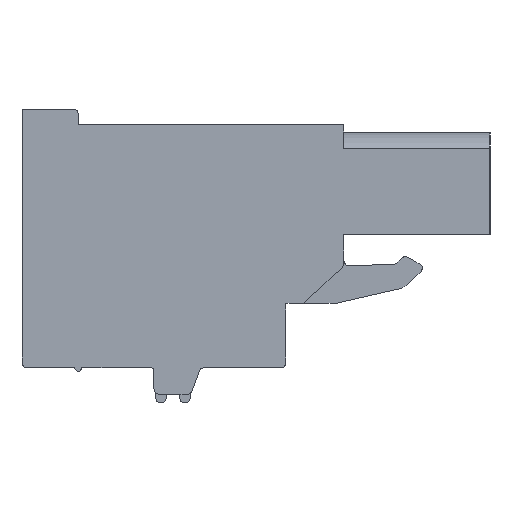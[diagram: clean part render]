
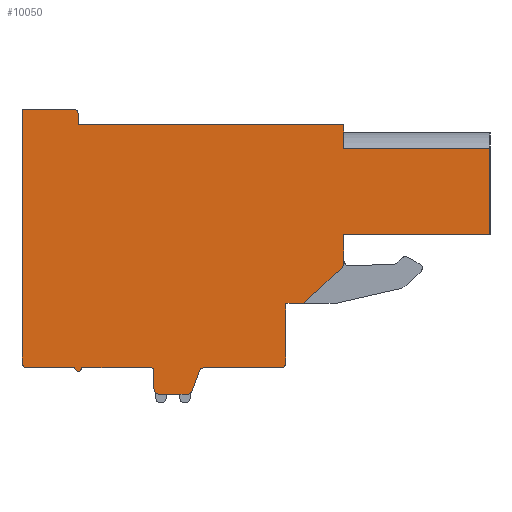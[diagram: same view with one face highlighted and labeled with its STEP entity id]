
A CAD part, left-side view. The second image highlights one B-rep face of the part: STEP entity #10050.
In plain terms, the highlighted planar face has unit normal (-1, 0, 0).
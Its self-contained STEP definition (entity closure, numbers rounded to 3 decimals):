
#1=DIRECTION('',(0.,1.,0.));
#2=VECTOR('',#1,8.3);
#3=CARTESIAN_POINT('',(0.,-13.96,5.635));
#4=LINE('',#3,#2);
#5=DIRECTION('',(0.,1.,0.));
#6=VECTOR('',#5,8.3);
#7=CARTESIAN_POINT('',(0.,-13.96,0.73));
#8=LINE('',#7,#6);
#9=DIRECTION('',(0.,0.,-1.));
#10=VECTOR('',#9,1.64);
#11=CARTESIAN_POINT('',(0.,-5.66,0.73));
#12=LINE('',#11,#10);
#13=CARTESIAN_POINT('',(0.,-5.36,-0.91));
#14=DIRECTION('',(1.,0.,0.));
#15=DIRECTION('',(0.,-1.,0.));
#16=AXIS2_PLACEMENT_3D('',#13,#14,#15);
#18=DIRECTION('',(0.,0.731,-0.683));
#19=VECTOR('',#18,3.018);
#20=CARTESIAN_POINT('',(0.,-5.565,-1.129));
#21=LINE('',#20,#19);
#22=DIRECTION('',(0.,1.,0.));
#23=VECTOR('',#22,1.);
#24=CARTESIAN_POINT('',(0.,-3.36,-3.19));
#25=LINE('',#24,#23);
#26=DIRECTION('',(0.,0.,-1.));
#27=VECTOR('',#26,0.5);
#28=CARTESIAN_POINT('',(0.,-2.36,-3.19));
#29=LINE('',#28,#27);
#30=DIRECTION('',(0.,0.,-1.));
#31=VECTOR('',#30,2.35);
#32=CARTESIAN_POINT('',(0.,-2.36,-3.69));
#33=LINE('',#32,#31);
#34=DIRECTION('',(0.,0.,-1.));
#35=VECTOR('',#34,0.5);
#36=CARTESIAN_POINT('',(0.,-2.36,-6.04));
#37=LINE('',#36,#35);
#38=CARTESIAN_POINT('',(0.,-2.06,-6.54));
#39=DIRECTION('',(1.,0.,0.));
#40=DIRECTION('',(0.,-1.,0.));
#41=AXIS2_PLACEMENT_3D('',#38,#39,#40);
#43=DIRECTION('',(0.,1.,0.));
#44=VECTOR('',#43,4.34);
#45=CARTESIAN_POINT('',(0.,-2.06,-6.84));
#46=LINE('',#45,#44);
#47=CARTESIAN_POINT('',(0.,2.28,-7.14));
#48=DIRECTION('',(-1.,0.,0.));
#49=DIRECTION('',(0.,0.,1.));
#50=AXIS2_PLACEMENT_3D('',#47,#48,#49);
#52=DIRECTION('',(0.,0.345,-0.939));
#53=VECTOR('',#52,1.179);
#54=CARTESIAN_POINT('',(0.,2.562,-7.037));
#55=LINE('',#54,#53);
#56=CARTESIAN_POINT('',(0.,3.25,-8.04));
#57=DIRECTION('',(1.,0.,0.));
#58=DIRECTION('',(0.,-0.939,-0.345));
#59=AXIS2_PLACEMENT_3D('',#56,#57,#58);
#61=DIRECTION('',(0.,1.,0.));
#62=VECTOR('',#61,1.59);
#63=CARTESIAN_POINT('',(0.,3.25,-8.34));
#64=LINE('',#63,#62);
#65=CARTESIAN_POINT('',(0.,4.84,-8.04));
#66=DIRECTION('',(1.,0.,0.));
#67=DIRECTION('',(0.,0.,-1.));
#68=AXIS2_PLACEMENT_3D('',#65,#66,#67);
#70=DIRECTION('',(0.,0.,1.));
#71=VECTOR('',#70,1.);
#72=CARTESIAN_POINT('',(0.,5.14,-8.04));
#73=LINE('',#72,#71);
#74=CARTESIAN_POINT('',(0.,5.34,-7.04));
#75=DIRECTION('',(-1.,0.,0.));
#76=DIRECTION('',(0.,-1.,0.));
#77=AXIS2_PLACEMENT_3D('',#74,#75,#76);
#79=DIRECTION('',(0.,1.,0.));
#80=VECTOR('',#79,3.9);
#81=CARTESIAN_POINT('',(0.,5.34,-6.84));
#82=LINE('',#81,#80);
#83=CARTESIAN_POINT('',(0.,9.44,-6.84));
#84=DIRECTION('',(1.,0.,0.));
#85=DIRECTION('',(0.,-1.,0.));
#86=AXIS2_PLACEMENT_3D('',#83,#84,#85);
#88=DIRECTION('',(0.,1.,0.));
#89=VECTOR('',#88,2.7);
#90=CARTESIAN_POINT('',(0.,9.64,-6.84));
#91=LINE('',#90,#89);
#92=CARTESIAN_POINT('',(0.,12.34,-6.54));
#93=DIRECTION('',(1.,0.,0.));
#94=DIRECTION('',(0.,0.,-1.));
#95=AXIS2_PLACEMENT_3D('',#92,#93,#94);
#97=DIRECTION('',(0.,0.,1.));
#98=VECTOR('',#97,0.5);
#99=CARTESIAN_POINT('',(0.,12.64,-6.54));
#100=LINE('',#99,#98);
#101=DIRECTION('',(0.,0.,1.));
#102=VECTOR('',#101,13.9);
#103=CARTESIAN_POINT('',(0.,12.64,-6.04));
#104=LINE('',#103,#102);
#105=DIRECTION('',(0.,-1.,0.));
#106=VECTOR('',#105,2.9);
#107=CARTESIAN_POINT('',(0.,12.64,7.86));
#108=LINE('',#107,#106);
#109=CARTESIAN_POINT('',(0.,9.74,7.56));
#110=DIRECTION('',(1.,0.,0.));
#111=DIRECTION('',(0.,0.,1.));
#112=AXIS2_PLACEMENT_3D('',#109,#110,#111);
#114=DIRECTION('',(0.,0.,-1.));
#115=VECTOR('',#114,0.6);
#116=CARTESIAN_POINT('',(0.,9.44,7.56));
#117=LINE('',#116,#115);
#118=DIRECTION('',(0.,-1.,0.));
#119=VECTOR('',#118,15.1);
#120=CARTESIAN_POINT('',(0.,9.44,6.96));
#121=LINE('',#120,#119);
#238=DIRECTION('',(0.,0.,1.));
#239=VECTOR('',#238,1.325);
#240=CARTESIAN_POINT('',(0.,-5.66,5.635));
#241=LINE('',#240,#239);
#639=DIRECTION('',(0.,0.,1.));
#640=VECTOR('',#639,4.905);
#641=CARTESIAN_POINT('',(0.,-13.96,0.73));
#642=LINE('',#641,#640);
#7599=CARTESIAN_POINT('',(0.,12.34,-6.84));
#7600=CARTESIAN_POINT('',(0.,12.64,-6.54));
#7601=VERTEX_POINT('',#7599);
#7602=VERTEX_POINT('',#7600);
#7603=CARTESIAN_POINT('',(0.,12.64,-6.04));
#7604=VERTEX_POINT('',#7603);
#7605=CARTESIAN_POINT('',(0.,12.64,7.86));
#7606=VERTEX_POINT('',#7605);
#7607=CARTESIAN_POINT('',(0.,9.74,7.86));
#7608=VERTEX_POINT('',#7607);
#7609=CARTESIAN_POINT('',(0.,9.44,7.56));
#7610=VERTEX_POINT('',#7609);
#7611=CARTESIAN_POINT('',(0.,9.44,6.96));
#7612=VERTEX_POINT('',#7611);
#7613=CARTESIAN_POINT('',(0.,-5.66,6.96));
#7614=VERTEX_POINT('',#7613);
#7615=CARTESIAN_POINT('',(0.,-13.96,0.73));
#7616=CARTESIAN_POINT('',(0.,-5.66,0.73));
#7617=VERTEX_POINT('',#7615);
#7618=VERTEX_POINT('',#7616);
#7619=CARTESIAN_POINT('',(0.,-5.66,-0.91));
#7620=VERTEX_POINT('',#7619);
#7621=CARTESIAN_POINT('',(0.,-5.565,-1.129));
#7622=VERTEX_POINT('',#7621);
#7623=CARTESIAN_POINT('',(0.,-3.36,-3.19));
#7624=VERTEX_POINT('',#7623);
#7625=CARTESIAN_POINT('',(0.,-2.36,-3.19));
#7626=VERTEX_POINT('',#7625);
#7627=CARTESIAN_POINT('',(0.,-2.36,-3.69));
#7628=VERTEX_POINT('',#7627);
#7629=CARTESIAN_POINT('',(0.,-2.36,-6.04));
#7630=VERTEX_POINT('',#7629);
#7631=CARTESIAN_POINT('',(0.,-2.36,-6.54));
#7632=VERTEX_POINT('',#7631);
#7633=CARTESIAN_POINT('',(0.,-2.06,-6.84));
#7634=VERTEX_POINT('',#7633);
#7635=CARTESIAN_POINT('',(0.,2.28,-6.84));
#7636=VERTEX_POINT('',#7635);
#7637=CARTESIAN_POINT('',(0.,2.562,-7.037));
#7638=VERTEX_POINT('',#7637);
#7639=CARTESIAN_POINT('',(0.,2.968,-8.143));
#7640=VERTEX_POINT('',#7639);
#7641=CARTESIAN_POINT('',(0.,3.25,-8.34));
#7642=VERTEX_POINT('',#7641);
#7643=CARTESIAN_POINT('',(0.,4.84,-8.34));
#7644=VERTEX_POINT('',#7643);
#7645=CARTESIAN_POINT('',(0.,5.14,-8.04));
#7646=VERTEX_POINT('',#7645);
#7647=CARTESIAN_POINT('',(0.,5.14,-7.04));
#7648=VERTEX_POINT('',#7647);
#7649=CARTESIAN_POINT('',(0.,5.34,-6.84));
#7650=VERTEX_POINT('',#7649);
#7651=CARTESIAN_POINT('',(0.,9.24,-6.84));
#7652=VERTEX_POINT('',#7651);
#7653=CARTESIAN_POINT('',(0.,9.64,-6.84));
#7654=VERTEX_POINT('',#7653);
#7959=CARTESIAN_POINT('',(0.,-13.96,5.635));
#7960=CARTESIAN_POINT('',(0.,-5.66,5.635));
#7961=VERTEX_POINT('',#7959);
#7962=VERTEX_POINT('',#7960);
#9983=CARTESIAN_POINT('',(0.,0.,0.));
#9984=DIRECTION('',(1.,0.,0.));
#9985=DIRECTION('',(0.,-1.,0.));
#9986=AXIS2_PLACEMENT_3D('',#9983,#9984,#9985);
#9987=PLANE('',#9986);
#9989=ORIENTED_EDGE('',*,*,#9988,.F.);
#9991=ORIENTED_EDGE('',*,*,#9990,.F.);
#9993=ORIENTED_EDGE('',*,*,#9992,.T.);
#9995=ORIENTED_EDGE('',*,*,#9994,.T.);
#9997=ORIENTED_EDGE('',*,*,#9996,.T.);
#9999=ORIENTED_EDGE('',*,*,#9998,.T.);
#10001=ORIENTED_EDGE('',*,*,#10000,.T.);
#10003=ORIENTED_EDGE('',*,*,#10002,.T.);
#10005=ORIENTED_EDGE('',*,*,#10004,.T.);
#10007=ORIENTED_EDGE('',*,*,#10006,.T.);
#10009=ORIENTED_EDGE('',*,*,#10008,.T.);
#10011=ORIENTED_EDGE('',*,*,#10010,.T.);
#10013=ORIENTED_EDGE('',*,*,#10012,.T.);
#10015=ORIENTED_EDGE('',*,*,#10014,.T.);
#10017=ORIENTED_EDGE('',*,*,#10016,.T.);
#10019=ORIENTED_EDGE('',*,*,#10018,.T.);
#10021=ORIENTED_EDGE('',*,*,#10020,.T.);
#10023=ORIENTED_EDGE('',*,*,#10022,.T.);
#10025=ORIENTED_EDGE('',*,*,#10024,.T.);
#10027=ORIENTED_EDGE('',*,*,#10026,.T.);
#10029=ORIENTED_EDGE('',*,*,#10028,.T.);
#10031=ORIENTED_EDGE('',*,*,#10030,.T.);
#10033=ORIENTED_EDGE('',*,*,#10032,.T.);
#10035=ORIENTED_EDGE('',*,*,#10034,.T.);
#10037=ORIENTED_EDGE('',*,*,#10036,.T.);
#10039=ORIENTED_EDGE('',*,*,#10038,.T.);
#10041=ORIENTED_EDGE('',*,*,#10040,.T.);
#10043=ORIENTED_EDGE('',*,*,#10042,.T.);
#10045=ORIENTED_EDGE('',*,*,#10044,.T.);
#10047=ORIENTED_EDGE('',*,*,#10046,.F.);
#10048=EDGE_LOOP('',(#9989,#9991,#9993,#9995,#9997,#9999,#10001,#10003,#10005,
#10007,#10009,#10011,#10013,#10015,#10017,#10019,#10021,#10023,#10025,#10027,
#10029,#10031,#10033,#10035,#10037,#10039,#10041,#10043,#10045,#10047));
#10049=FACE_OUTER_BOUND('',#10048,.F.);
#10050=ADVANCED_FACE('',(#10049),#9987,.F.);
#17=CIRCLE('',#16,0.3);
#42=CIRCLE('',#41,0.3);
#51=CIRCLE('',#50,0.3);
#60=CIRCLE('',#59,0.3);
#69=CIRCLE('',#68,0.3);
#78=CIRCLE('',#77,0.2);
#87=CIRCLE('',#86,0.2);
#96=CIRCLE('',#95,0.3);
#113=CIRCLE('',#112,0.3);
#9988=EDGE_CURVE('',#7961,#7962,#4,.T.);
#9990=EDGE_CURVE('',#7617,#7961,#642,.T.);
#9992=EDGE_CURVE('',#7617,#7618,#8,.T.);
#9994=EDGE_CURVE('',#7618,#7620,#12,.T.);
#9996=EDGE_CURVE('',#7620,#7622,#17,.T.);
#9998=EDGE_CURVE('',#7622,#7624,#21,.T.);
#10000=EDGE_CURVE('',#7624,#7626,#25,.T.);
#10002=EDGE_CURVE('',#7626,#7628,#29,.T.);
#10004=EDGE_CURVE('',#7628,#7630,#33,.T.);
#10006=EDGE_CURVE('',#7630,#7632,#37,.T.);
#10008=EDGE_CURVE('',#7632,#7634,#42,.T.);
#10010=EDGE_CURVE('',#7634,#7636,#46,.T.);
#10012=EDGE_CURVE('',#7636,#7638,#51,.T.);
#10014=EDGE_CURVE('',#7638,#7640,#55,.T.);
#10016=EDGE_CURVE('',#7640,#7642,#60,.T.);
#10018=EDGE_CURVE('',#7642,#7644,#64,.T.);
#10020=EDGE_CURVE('',#7644,#7646,#69,.T.);
#10022=EDGE_CURVE('',#7646,#7648,#73,.T.);
#10024=EDGE_CURVE('',#7648,#7650,#78,.T.);
#10026=EDGE_CURVE('',#7650,#7652,#82,.T.);
#10028=EDGE_CURVE('',#7652,#7654,#87,.T.);
#10030=EDGE_CURVE('',#7654,#7601,#91,.T.);
#10032=EDGE_CURVE('',#7601,#7602,#96,.T.);
#10034=EDGE_CURVE('',#7602,#7604,#100,.T.);
#10036=EDGE_CURVE('',#7604,#7606,#104,.T.);
#10038=EDGE_CURVE('',#7606,#7608,#108,.T.);
#10040=EDGE_CURVE('',#7608,#7610,#113,.T.);
#10042=EDGE_CURVE('',#7610,#7612,#117,.T.);
#10044=EDGE_CURVE('',#7612,#7614,#121,.T.);
#10046=EDGE_CURVE('',#7962,#7614,#241,.T.);
